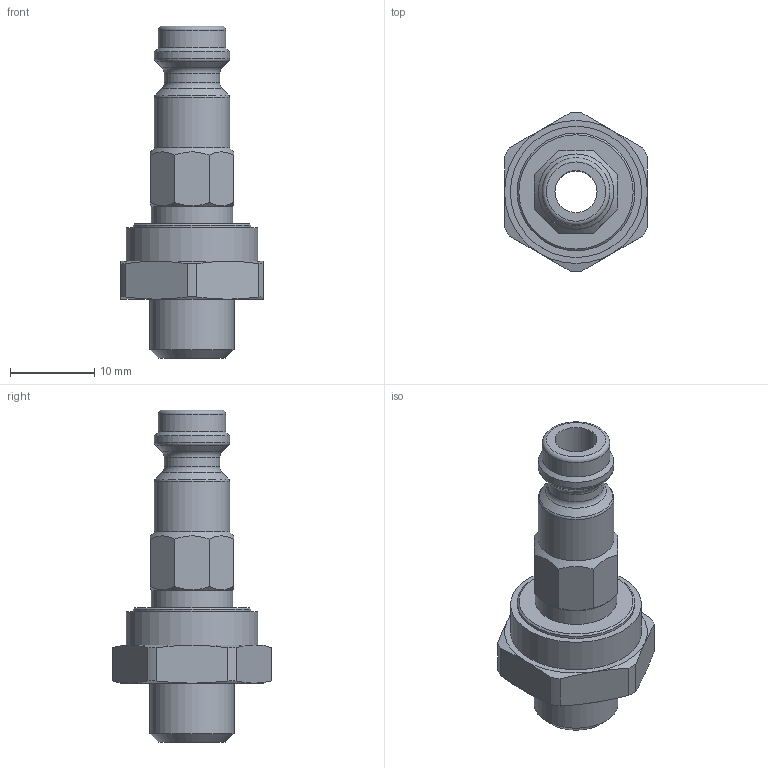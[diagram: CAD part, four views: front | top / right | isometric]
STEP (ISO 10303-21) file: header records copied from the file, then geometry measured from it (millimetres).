
FILE_DESCRIPTION(/* description */ (''),/* implementation_level */ '2;1');
FILE_NAME(/* name */ 'ksg_18_nw5-roc.stp',/* time_stamp */ '2018-01-22T13:42:53+01:00',/* author */ ('leitheußer'),/* organization */ (''),/* preprocessor_version */ 'ST-DEVELOPER v15.6',/* originating_system */ 'Autodesk Inventor LT ',/* authorisation */ '');
FILE_SCHEMA (('AUTOMOTIVE_DESIGN { 1 0 10303 214 3 1 1 }'));
Length unit declared in the file: millimetre
Products named in the file (1): KSG 18 NW5-ROC
Bounding box: 17 x 19 x 39.5 mm (x, y, z)
Volume: 3202.5 mm3; surface area: 2499 mm2
Topology: 1 solids, 2 shells, 62 faces, 139 edges, 83 vertices
Faces by surface type: plane 20, cone 20, cylinder 16, torus 6
Full cylindrical faces by diameter (mm): 5 x1, 6.6 x1, 8.05 x1, 8.96 x2, 9.7 x1, 10 x1, 13.99 x1, 14 x1, 15.6 x1
Entity records: 1627 total; most frequent: CARTESIAN_POINT 335, DIRECTION 250, ORIENTED_EDGE 224, AXIS2_PLACEMENT_3D 115, EDGE_CURVE 112, EDGE_LOOP 92, VERTEX_POINT 80, FACE_OUTER_BOUND 62
